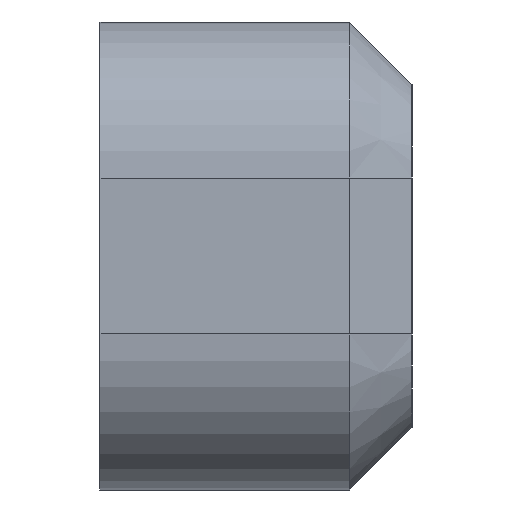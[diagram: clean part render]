
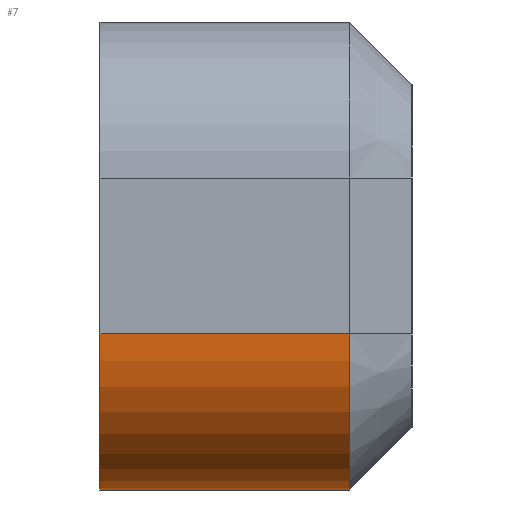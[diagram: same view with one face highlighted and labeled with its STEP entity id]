
A CAD part, left-side view. The second image highlights one B-rep face of the part: STEP entity #7.
In plain terms, the highlighted cylindrical face has radius 5 mm (diameter 10 mm), a partial arc.
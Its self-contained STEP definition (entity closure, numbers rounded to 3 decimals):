
#7 = ADVANCED_FACE ( 'NONE', ( #324 ), #587, .T. ) ;
#8 = CIRCLE ( 'NONE', #386, 5. ) ;
#41 = VERTEX_POINT ( 'NONE', #113 ) ;
#42 = DIRECTION ( 'NONE',  ( 0., 1., 0. ) ) ;
#60 = ORIENTED_EDGE ( 'NONE', *, *, #553, .F. ) ;
#61 = LINE ( 'NONE', #229, #558 ) ;
#64 = VECTOR ( 'NONE', #42, 1000. ) ;
#113 = CARTESIAN_POINT ( 'NONE',  ( -115., 2., -7.5 ) ) ;
#127 = AXIS2_PLACEMENT_3D ( 'NONE', #175, #333, #273 ) ;
#135 = EDGE_CURVE ( 'NONE', #530, #626, #8, .T. ) ;
#151 = AXIS2_PLACEMENT_3D ( 'NONE', #456, #577, #156 ) ;
#156 = DIRECTION ( 'NONE',  ( 0., 0., -1. ) ) ;
#169 = CARTESIAN_POINT ( 'NONE',  ( -115., 10., -7.5 ) ) ;
#175 = CARTESIAN_POINT ( 'NONE',  ( -115., 10., -2.5 ) ) ;
#177 = CARTESIAN_POINT ( 'NONE',  ( -115., 10., -2.5 ) ) ;
#182 = DIRECTION ( 'NONE',  ( 0., -1., 0. ) ) ;
#195 = CARTESIAN_POINT ( 'NONE',  ( -120., 2., -2.5 ) ) ;
#197 = CARTESIAN_POINT ( 'NONE',  ( -115., 10., -7.5 ) ) ;
#229 = CARTESIAN_POINT ( 'NONE',  ( -120., 10., -2.5 ) ) ;
#260 = ORIENTED_EDGE ( 'NONE', *, *, #322, .T. ) ;
#273 = DIRECTION ( 'NONE',  ( 0., 0., -1. ) ) ;
#281 = EDGE_LOOP ( 'NONE', ( #60, #260, #408, #629 ) ) ;
#322 = EDGE_CURVE ( 'NONE', #41, #365, #612, .T. ) ;
#324 = FACE_OUTER_BOUND ( 'NONE', #281, .T. ) ;
#333 = DIRECTION ( 'NONE',  ( 0., -1., 0. ) ) ;
#352 = LINE ( 'NONE', #197, #64 ) ;
#365 = VERTEX_POINT ( 'NONE', #195 ) ;
#377 = DIRECTION ( 'NONE',  ( 0., 0., -1. ) ) ;
#386 = AXIS2_PLACEMENT_3D ( 'NONE', #177, #641, #377 ) ;
#408 = ORIENTED_EDGE ( 'NONE', *, *, #474, .F. ) ;
#456 = CARTESIAN_POINT ( 'NONE',  ( -115., 2., -2.5 ) ) ;
#474 = EDGE_CURVE ( 'NONE', #626, #365, #61, .T. ) ;
#530 = VERTEX_POINT ( 'NONE', #169 ) ;
#553 = EDGE_CURVE ( 'NONE', #41, #530, #352, .T. ) ;
#558 = VECTOR ( 'NONE', #182, 1000. ) ;
#577 = DIRECTION ( 'NONE',  ( 0., 1., 0. ) ) ;
#587 = CYLINDRICAL_SURFACE ( 'NONE', #127, 5. ) ;
#612 = CIRCLE ( 'NONE', #151, 5. ) ;
#626 = VERTEX_POINT ( 'NONE', #665 ) ;
#629 = ORIENTED_EDGE ( 'NONE', *, *, #135, .F. ) ;
#641 = DIRECTION ( 'NONE',  ( 0., 1., 0. ) ) ;
#665 = CARTESIAN_POINT ( 'NONE',  ( -120., 10., -2.5 ) ) ;
